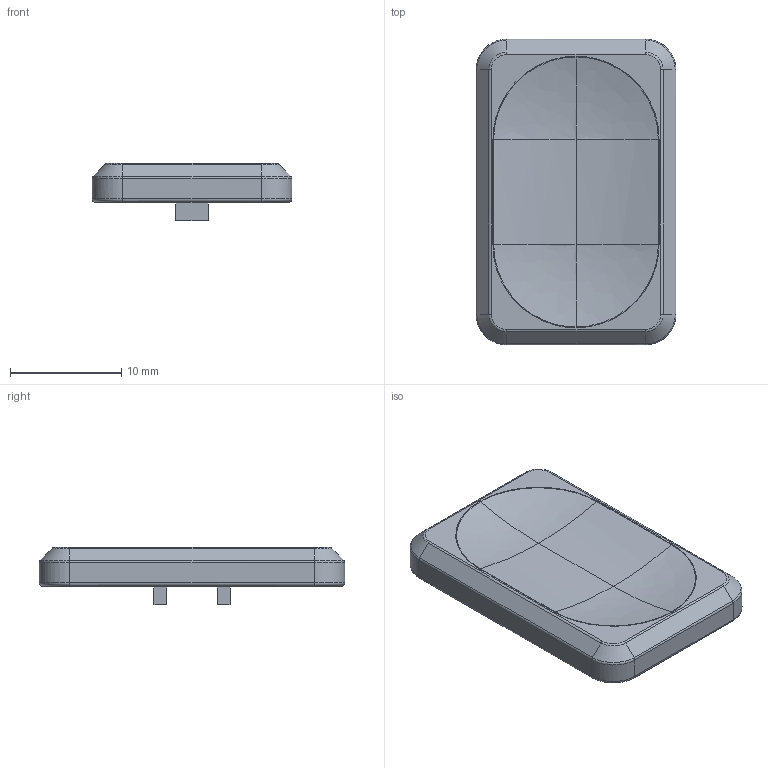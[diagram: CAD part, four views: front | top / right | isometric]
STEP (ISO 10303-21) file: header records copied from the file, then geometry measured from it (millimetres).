
FILE_DESCRIPTION(/* description */ (''),/* implementation_level */ '2;1');
FILE_NAME(/* name */ 'KEA Profile Choc MX Spaced - 1.5u',/* time_stamp */ '2025-03-23T10:23:41+13:00',/* author */ (''),/* organization */ (''),/* preprocessor_version */ 'ST-DEVELOPER v16.5',/* originating_system */ 'Rhino 7.38',/* authorisation */ '');
FILE_SCHEMA (('AUTOMOTIVE_DESIGN_CC2'));
Length unit declared in the file: millimetre
Products named in the file (1): Document
Bounding box: 18 x 27.5 x 5.14 mm (x, y, z)
Volume: 1008.4 mm3; surface area: 1309.7 mm2
Topology: 1 solids, 1 shells, 95 faces, 215 edges, 122 vertices
Faces by surface type: bspline 42, cylinder 28, plane 25
Entity records: 2513 total; most frequent: CARTESIAN_POINT 1177, ORIENTED_EDGE 422, EDGE_CURVE 211, VERTEX_POINT 122, B_SPLINE_CURVE_WITH_KNOTS 104, EDGE_LOOP 99, ADVANCED_FACE 95, FACE_OUTER_BOUND 95
